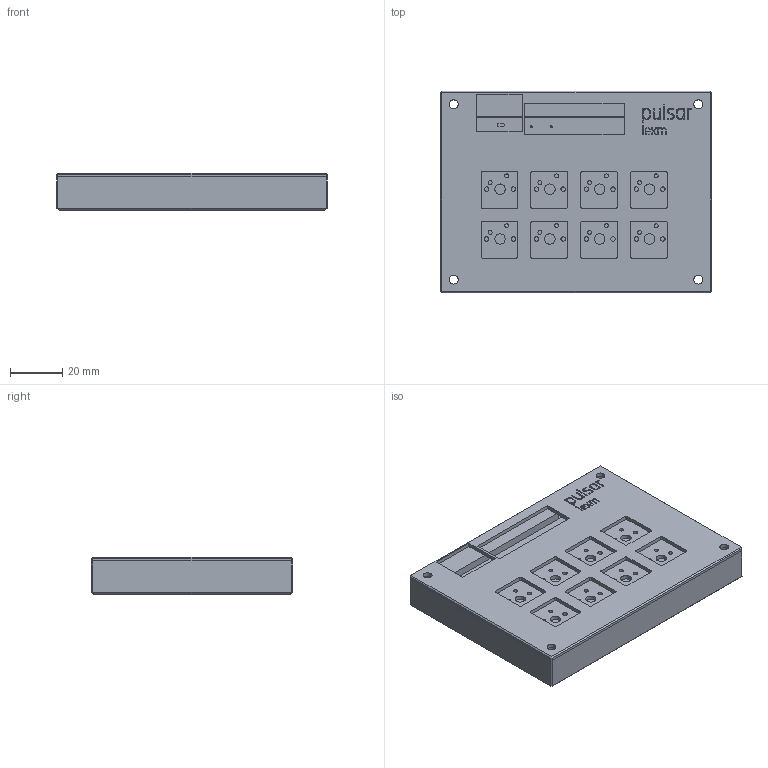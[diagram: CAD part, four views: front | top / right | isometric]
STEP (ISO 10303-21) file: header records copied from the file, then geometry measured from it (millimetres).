
FILE_DESCRIPTION(/* description */ ('STEP AP242','CAx-IF Rec.Pracs.---Representation and Presentation of Product Manufacturing Information (PMI)---4.0---2014-10-13','CAx-IF Rec.Pracs.---3D Tessellated Geometry---0.4---2014-09-14','2;1'),/* implementation_level */ '2;1');
FILE_NAME(/* name */ '686e00c756085349b0bae642',/* time_stamp */ '2025-07-09T05:40:24Z',/* author */ (''),/* organization */ (''),/* preprocessor_version */ 'ST-DEVELOPER v20',/* originating_system */ 'ONSHAPE BY PTC INC, 1.200',/* authorisation */ ' ');
FILE_SCHEMA (('AP242_MANAGED_MODEL_BASED_3D_ENGINEERING_MIM_LF { 1 0 10303 442 1 1 4 }'));
Length unit declared in the file: metre
Products named in the file (8): Assembly 1; Part 3; Part 2; Part 1; Part 5; Part 4; hackpad_PCB
Assembly tree (7 placements, depth 2):
  Assembly 1
    Part 3
    Part 2
    Part 1
    Part 1
    Part 5
    Part 4
    hackpad_PCB
Bounding box: 103.5 x 77 x 14.5 mm (x, y, z)
Volume: 67693.8 mm3; surface area: 48073.4 mm2
Topology: 7 solids, 7 shells, 485 faces, 1360 edges, 902 vertices
Faces by surface type: plane 223, cylinder 143, bspline 119
Full cylindrical faces by diameter (mm): 0.8 x18, 0.889 x14, 1 x9, 1.5 x16, 1.7 x16, 3.4 x8, 4 x8, 6 x8
Entity records: 16161 total; most frequent: CARTESIAN_POINT 3967, ORIENTED_EDGE 2526, DIRECTION 2059, EDGE_CURVE 1263, VERTEX_POINT 902, EDGE_LOOP 805, FACE_BOUND 805, LINE 739
